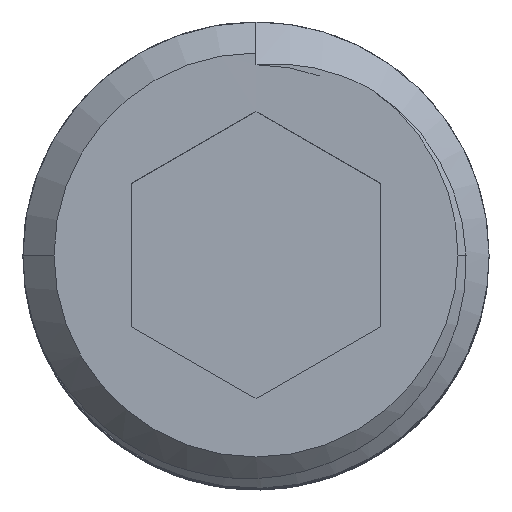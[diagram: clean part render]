
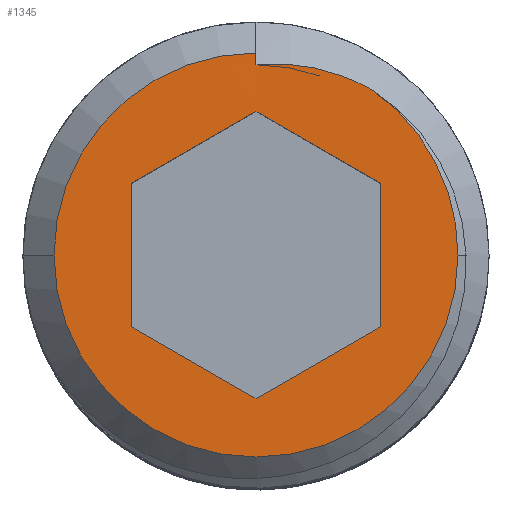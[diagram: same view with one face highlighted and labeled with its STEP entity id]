
A CAD part, top view. The second image highlights one B-rep face of the part: STEP entity #1345.
In plain terms, the highlighted planar face has unit normal (0, 0, 1).
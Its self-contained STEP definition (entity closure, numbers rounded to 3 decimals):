
#3 = ORIENTED_EDGE ( 'NONE', *, *, #669, .F. ) ;
#15 = LINE ( 'NONE', #1408, #2395 ) ;
#30 = ORIENTED_EDGE ( 'NONE', *, *, #1512, .F. ) ;
#120 = CIRCLE ( 'NONE', #1440, 1.3 ) ;
#154 = VERTEX_POINT ( 'NONE', #1974 ) ;
#196 = VERTEX_POINT ( 'NONE', #2432 ) ;
#252 = LINE ( 'NONE', #639, #1509 ) ;
#261 = CARTESIAN_POINT ( 'NONE',  ( -0.8, 0.462, 8. ) ) ;
#300 = ORIENTED_EDGE ( 'NONE', *, *, #528, .F. ) ;
#310 = DIRECTION ( 'NONE',  ( 1., 0., 0. ) ) ;
#347 = CARTESIAN_POINT ( 'NONE',  ( -1.3, 0., 8. ) ) ;
#390 = EDGE_CURVE ( 'NONE', #1242, #1975, #553, .T. ) ;
#405 = CARTESIAN_POINT ( 'NONE',  ( 0., 1.225, 8. ) ) ;
#420 = ORIENTED_EDGE ( 'NONE', *, *, #1059, .T. ) ;
#425 = EDGE_LOOP ( 'NONE', ( #1029, #3, #1836, #2557, #2110, #1535 ) ) ;
#438 = VERTEX_POINT ( 'NONE', #2560 ) ;
#528 = EDGE_CURVE ( 'NONE', #154, #1438, #252, .T. ) ;
#553 = LINE ( 'NONE', #2381, #1346 ) ;
#616 = VECTOR ( 'NONE', #1405, 1000. ) ;
#619 = CARTESIAN_POINT ( 'NONE',  ( 0.523, 1.191, 8. ) ) ;
#639 = CARTESIAN_POINT ( 'NONE',  ( -0.001, 0., 8. ) ) ;
#658 = VERTEX_POINT ( 'NONE', #1985 ) ;
#669 = EDGE_CURVE ( 'NONE', #1975, #196, #947, .T. ) ;
#675 = VERTEX_POINT ( 'NONE', #1380 ) ;
#682 = CARTESIAN_POINT ( 'NONE',  ( 0., -0.924, 8. ) ) ;
#706 = DIRECTION ( 'NONE',  ( 0., 0., 1. ) ) ;
#713 = AXIS2_PLACEMENT_3D ( 'NONE', #769, #2537, #1138 ) ;
#769 = CARTESIAN_POINT ( 'NONE',  ( 0., 0., 8. ) ) ;
#806 = ORIENTED_EDGE ( 'NONE', *, *, #1973, .T. ) ;
#816 = CARTESIAN_POINT ( 'NONE',  ( 0.261, 1.252, 8. ) ) ;
#848 = EDGE_CURVE ( 'NONE', #675, #1242, #1692, .T. ) ;
#909 = DIRECTION ( 'NONE',  ( 0., 0., 1. ) ) ;
#947 = LINE ( 'NONE', #2527, #616 ) ;
#972 = FACE_BOUND ( 'NONE', #425, .T. ) ;
#1000 = B_SPLINE_CURVE_WITH_KNOTS ( 'NONE', 3,
 ( #1820, #816, #619, #1433 ),
 .UNSPECIFIED., .F., .F.,
 ( 4, 4 ),
 ( 0., 0.001 ),
 .UNSPECIFIED. ) ;
#1029 = ORIENTED_EDGE ( 'NONE', *, *, #1600, .F. ) ;
#1045 = CARTESIAN_POINT ( 'NONE',  ( 0., 0., 8. ) ) ;
#1057 = CARTESIAN_POINT ( 'NONE',  ( 0.8, -0.462, 8. ) ) ;
#1059 = EDGE_CURVE ( 'NONE', #154, #1255, #1902, .T. ) ;
#1138 = DIRECTION ( 'NONE',  ( 1., 0., 0. ) ) ;
#1164 = PLANE ( 'NONE',  #713 ) ;
#1174 = EDGE_CURVE ( 'NONE', #1875, #675, #2080, .T. ) ;
#1193 = VECTOR ( 'NONE', #1873, 1000. ) ;
#1225 = EDGE_LOOP ( 'NONE', ( #300, #420, #1435, #806, #30 ) ) ;
#1233 = DIRECTION ( 'NONE',  ( 0.866, -0.5, 0. ) ) ;
#1242 = VERTEX_POINT ( 'NONE', #682 ) ;
#1255 = VERTEX_POINT ( 'NONE', #347 ) ;
#1290 = CARTESIAN_POINT ( 'NONE',  ( 0.8, 0.462, 8. ) ) ;
#1345 = ADVANCED_FACE ( 'NONE', ( #2512, #972 ), #1164, .T. ) ;
#1346 = VECTOR ( 'NONE', #1809, 1000. ) ;
#1380 = CARTESIAN_POINT ( 'NONE',  ( -0.8, -0.462, 8. ) ) ;
#1405 = DIRECTION ( 'NONE',  ( 0., 1., 0. ) ) ;
#1408 = CARTESIAN_POINT ( 'NONE',  ( 0., 0.924, 8. ) ) ;
#1429 = DIRECTION ( 'NONE',  ( 1., 0., 0. ) ) ;
#1433 = CARTESIAN_POINT ( 'NONE',  ( 0.751, 1.061, 8. ) ) ;
#1435 = ORIENTED_EDGE ( 'NONE', *, *, #1702, .T. ) ;
#1438 = VERTEX_POINT ( 'NONE', #405 ) ;
#1440 = AXIS2_PLACEMENT_3D ( 'NONE', #1045, #1603, #1429 ) ;
#1460 = DIRECTION ( 'NONE',  ( -0.866, -0.5, 0. ) ) ;
#1474 = EDGE_CURVE ( 'NONE', #1596, #1875, #15, .T. ) ;
#1497 = DIRECTION ( 'NONE',  ( 1., 0., 0. ) ) ;
#1509 = VECTOR ( 'NONE', #1823, 1000. ) ;
#1512 = EDGE_CURVE ( 'NONE', #1438, #438, #1000, .T. ) ;
#1525 = AXIS2_PLACEMENT_3D ( 'NONE', #2322, #706, #310 ) ;
#1535 = ORIENTED_EDGE ( 'NONE', *, *, #1474, .F. ) ;
#1596 = VERTEX_POINT ( 'NONE', #1676 ) ;
#1600 = EDGE_CURVE ( 'NONE', #196, #1596, #2510, .T. ) ;
#1603 = DIRECTION ( 'NONE',  ( 0., 0., 1. ) ) ;
#1649 = VECTOR ( 'NONE', #2272, 1000. ) ;
#1676 = CARTESIAN_POINT ( 'NONE',  ( 0., 0.924, 8. ) ) ;
#1692 = LINE ( 'NONE', #2026, #2108 ) ;
#1702 = EDGE_CURVE ( 'NONE', #1255, #658, #1806, .T. ) ;
#1806 = CIRCLE ( 'NONE', #2343, 1.3 ) ;
#1809 = DIRECTION ( 'NONE',  ( 0.866, 0.5, 0. ) ) ;
#1820 = CARTESIAN_POINT ( 'NONE',  ( 0., 1.225, 8. ) ) ;
#1823 = DIRECTION ( 'NONE',  ( 0., -1., 0. ) ) ;
#1836 = ORIENTED_EDGE ( 'NONE', *, *, #390, .F. ) ;
#1873 = DIRECTION ( 'NONE',  ( 0., -1., 0. ) ) ;
#1875 = VERTEX_POINT ( 'NONE', #1967 ) ;
#1902 = CIRCLE ( 'NONE', #1525, 1.3 ) ;
#1967 = CARTESIAN_POINT ( 'NONE',  ( -0.8, 0.462, 8. ) ) ;
#1973 = EDGE_CURVE ( 'NONE', #658, #438, #120, .T. ) ;
#1974 = CARTESIAN_POINT ( 'NONE',  ( 0., 1.3, 8. ) ) ;
#1975 = VERTEX_POINT ( 'NONE', #1057 ) ;
#1985 = CARTESIAN_POINT ( 'NONE',  ( 1.3, 0., 8. ) ) ;
#2026 = CARTESIAN_POINT ( 'NONE',  ( -0.8, -0.462, 8. ) ) ;
#2080 = LINE ( 'NONE', #261, #1193 ) ;
#2108 = VECTOR ( 'NONE', #1233, 1000. ) ;
#2110 = ORIENTED_EDGE ( 'NONE', *, *, #1174, .F. ) ;
#2272 = DIRECTION ( 'NONE',  ( -0.866, 0.5, 0. ) ) ;
#2322 = CARTESIAN_POINT ( 'NONE',  ( 0., 0., 8. ) ) ;
#2343 = AXIS2_PLACEMENT_3D ( 'NONE', #2478, #909, #1497 ) ;
#2381 = CARTESIAN_POINT ( 'NONE',  ( 0., -0.924, 8. ) ) ;
#2395 = VECTOR ( 'NONE', #1460, 1000. ) ;
#2432 = CARTESIAN_POINT ( 'NONE',  ( 0.8, 0.462, 8. ) ) ;
#2478 = CARTESIAN_POINT ( 'NONE',  ( 0., 0., 8. ) ) ;
#2510 = LINE ( 'NONE', #1290, #1649 ) ;
#2512 = FACE_OUTER_BOUND ( 'NONE', #1225, .T. ) ;
#2527 = CARTESIAN_POINT ( 'NONE',  ( 0.8, -0.462, 8. ) ) ;
#2537 = DIRECTION ( 'NONE',  ( 0., 0., 1. ) ) ;
#2557 = ORIENTED_EDGE ( 'NONE', *, *, #848, .F. ) ;
#2560 = CARTESIAN_POINT ( 'NONE',  ( 0.751, 1.061, 8. ) ) ;
